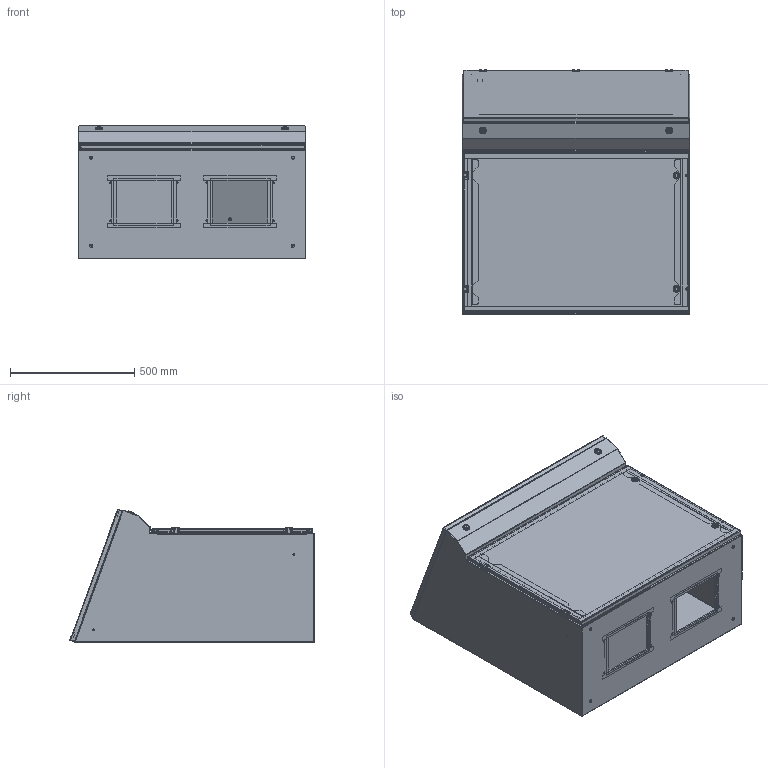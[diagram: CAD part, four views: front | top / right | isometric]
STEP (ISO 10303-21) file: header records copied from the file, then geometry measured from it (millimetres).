
FILE_DESCRIPTION (( 'STEP AP214' ), '1' );
FILE_NAME ('2CSC2036.STEP', '2019-07-17T14:12:12', ( '' ), ( '' ), 'SwSTEP 2.0', 'SolidWorks 2018', '' );
FILE_SCHEMA (( 'AUTOMOTIVE_DESIGN' ));
Length unit declared in the file: inch
Products named in the file (1): 2CSC2036
Bounding box: 914.4 x 985.74 x 535.92 mm (x, y, z)
Volume: 7986421.9 mm3; surface area: 8123331 mm2
Topology: 111 solids, 111 shells, 2018 faces, 4914 edges, 3198 vertices
Faces by surface type: plane 1418, cylinder 466, cone 58, bspline 42, torus 32, sphere 2
Full cylindrical faces by diameter (mm): 4.801 x4, 4.976 x9, 5 x6, 5.004 x5, 5.74 x2, 5.994 x15, 6 x9, 6.172 x1, 6.35 x29, 6.909 x2, 6.985 x2, 7.137 x45, 7.805 x1, 7.937 x6, 7.938 x11, 8.331 x1, 8.433 x4, 8.509 x2, 9.144 x2, 9.5 x5, 9.525 x4, 9.83 x8, 9.931 x2, 10.16 x1, 11.1 x1, 12.7 x15, 13.335 x4, 15.494 x2, 15.875 x6, 16.002 x4
Entity records: 62531 total; most frequent: CARTESIAN_POINT 14872, DIRECTION 9246, ORIENTED_EDGE 9006, EDGE_CURVE 4503, LINE 3266, VECTOR 3266, VERTEX_POINT 3099, AXIS2_PLACEMENT_3D 2990
